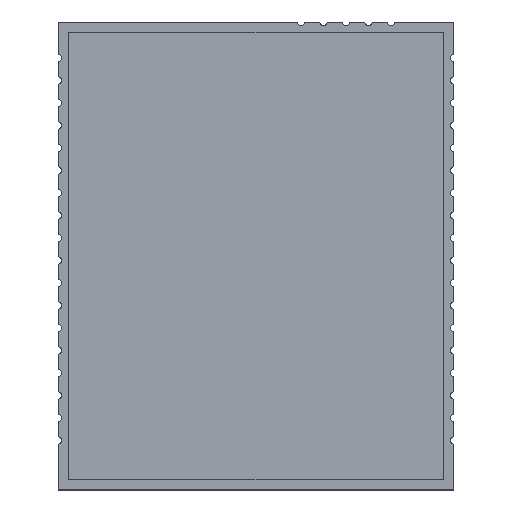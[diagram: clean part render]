
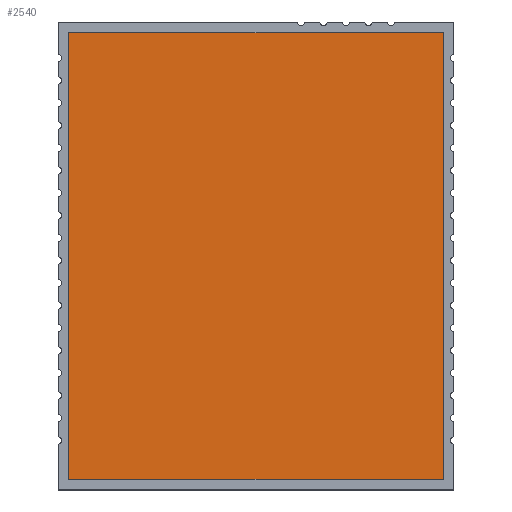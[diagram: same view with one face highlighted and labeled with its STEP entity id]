
A CAD part, top view. The second image highlights one B-rep face of the part: STEP entity #2540.
In plain terms, the highlighted planar face has unit normal (0, 0, 1).
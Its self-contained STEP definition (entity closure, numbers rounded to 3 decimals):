
#2465 = EDGE_CURVE('',#2466,#2468,#2470,.T.);
#2466 = VERTEX_POINT('',#2467);
#2467 = CARTESIAN_POINT('',(10.4,-12.4,3.035));
#2468 = VERTEX_POINT('',#2469);
#2469 = CARTESIAN_POINT('',(-10.4,-12.4,3.035));
#2470 = LINE('',#2471,#2472);
#2471 = CARTESIAN_POINT('',(10.4,-12.4,3.035));
#2472 = VECTOR('',#2473,1.);
#2473 = DIRECTION('',(-1.,0.,0.));
#2498 = VERTEX_POINT('',#2499);
#2499 = CARTESIAN_POINT('',(-10.4,12.4,3.035));
#2505 = EDGE_CURVE('',#2498,#2506,#2508,.T.);
#2506 = VERTEX_POINT('',#2507);
#2507 = CARTESIAN_POINT('',(10.4,12.4,3.035));
#2508 = LINE('',#2509,#2510);
#2509 = CARTESIAN_POINT('',(-10.4,12.4,3.035));
#2510 = VECTOR('',#2511,1.);
#2511 = DIRECTION('',(1.,0.,0.));
#2529 = EDGE_CURVE('',#2506,#2466,#2530,.T.);
#2530 = LINE('',#2531,#2532);
#2531 = CARTESIAN_POINT('',(10.4,12.4,3.035));
#2532 = VECTOR('',#2533,1.);
#2533 = DIRECTION('',(0.,-1.,0.));
#2540 = ADVANCED_FACE('',(#2541),#2552,.F.);
#2541 = FACE_BOUND('',#2542,.T.);
#2542 = EDGE_LOOP('',(#2543,#2544,#2550,#2551));
#2543 = ORIENTED_EDGE('',*,*,#2505,.F.);
#2544 = ORIENTED_EDGE('',*,*,#2545,.T.);
#2545 = EDGE_CURVE('',#2498,#2468,#2546,.T.);
#2546 = LINE('',#2547,#2548);
#2547 = CARTESIAN_POINT('',(-10.4,12.4,3.035));
#2548 = VECTOR('',#2549,1.);
#2549 = DIRECTION('',(0.,-1.,0.));
#2550 = ORIENTED_EDGE('',*,*,#2465,.F.);
#2551 = ORIENTED_EDGE('',*,*,#2529,.F.);
#2552 = PLANE('',#2553);
#2553 = AXIS2_PLACEMENT_3D('',#2554,#2555,#2556);
#2554 = CARTESIAN_POINT('',(-10.4,-12.4,3.035));
#2555 = DIRECTION('',(0.,0.,-1.));
#2556 = DIRECTION('',(0.,-1.,0.));
